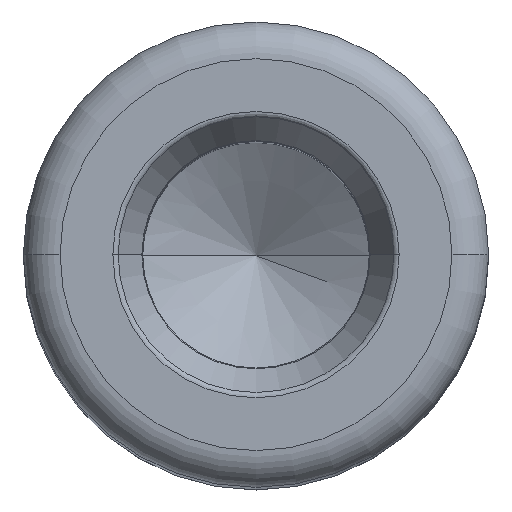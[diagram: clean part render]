
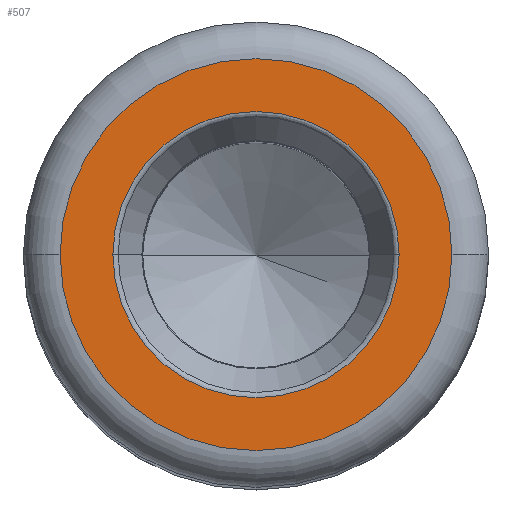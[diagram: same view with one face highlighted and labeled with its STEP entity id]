
A CAD part, top view. The second image highlights one B-rep face of the part: STEP entity #507.
In plain terms, the highlighted planar face has unit normal (0, 0, 1).
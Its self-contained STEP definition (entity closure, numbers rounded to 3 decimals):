
#15 = DIRECTION ( 'NONE',  ( 0., 0., 1. ) ) ;
#32 = AXIS2_PLACEMENT_3D ( 'NONE', #285, #588, #523 ) ;
#37 = EDGE_CURVE ( 'NONE', #401, #399, #765, .T. ) ;
#51 = DIRECTION ( 'NONE',  ( 0., 0., -1. ) ) ;
#55 = DIRECTION ( 'NONE',  ( 0., 0., 1. ) ) ;
#73 = PLANE ( 'NONE',  #273 ) ;
#129 = EDGE_CURVE ( 'NONE', #685, #565, #389, .T. ) ;
#208 = DIRECTION ( 'NONE',  ( 1., 0., 0. ) ) ;
#233 = ORIENTED_EDGE ( 'NONE', *, *, #37, .T. ) ;
#273 = AXIS2_PLACEMENT_3D ( 'NONE', #511, #15, #208 ) ;
#285 = CARTESIAN_POINT ( 'NONE',  ( 0., 0., 130. ) ) ;
#293 = AXIS2_PLACEMENT_3D ( 'NONE', #313, #51, #804 ) ;
#296 = ORIENTED_EDGE ( 'NONE', *, *, #129, .T. ) ;
#297 = DIRECTION ( 'NONE',  ( 0., 0., -1. ) ) ;
#313 = CARTESIAN_POINT ( 'NONE',  ( 0., 0., 130. ) ) ;
#351 = CARTESIAN_POINT ( 'NONE',  ( 0., 0., 130. ) ) ;
#389 = CIRCLE ( 'NONE', #547, 16. ) ;
#392 = EDGE_LOOP ( 'NONE', ( #395, #296 ) ) ;
#395 = ORIENTED_EDGE ( 'NONE', *, *, #539, .T. ) ;
#399 = VERTEX_POINT ( 'NONE', #554 ) ;
#401 = VERTEX_POINT ( 'NONE', #616 ) ;
#446 = CARTESIAN_POINT ( 'NONE',  ( 0., 0., 130. ) ) ;
#492 = CIRCLE ( 'NONE', #32, 16. ) ;
#493 = CARTESIAN_POINT ( 'NONE',  ( -16., 0., 130. ) ) ;
#495 = DIRECTION ( 'NONE',  ( 1., 0., 0. ) ) ;
#507 = ADVANCED_FACE ( 'NONE', ( #662, #688 ), #73, .T. ) ;
#511 = CARTESIAN_POINT ( 'NONE',  ( 0., 0., 130. ) ) ;
#523 = DIRECTION ( 'NONE',  ( 1., 0., 0. ) ) ;
#539 = EDGE_CURVE ( 'NONE', #565, #685, #492, .T. ) ;
#547 = AXIS2_PLACEMENT_3D ( 'NONE', #446, #55, #495 ) ;
#554 = CARTESIAN_POINT ( 'NONE',  ( 11.689, 0., 130. ) ) ;
#565 = VERTEX_POINT ( 'NONE', #770 ) ;
#573 = CIRCLE ( 'NONE', #293, 11.689 ) ;
#580 = ORIENTED_EDGE ( 'NONE', *, *, #720, .T. ) ;
#588 = DIRECTION ( 'NONE',  ( 0., 0., 1. ) ) ;
#616 = CARTESIAN_POINT ( 'NONE',  ( -11.689, 0., 130. ) ) ;
#662 = FACE_BOUND ( 'NONE', #771, .T. ) ;
#685 = VERTEX_POINT ( 'NONE', #493 ) ;
#688 = FACE_OUTER_BOUND ( 'NONE', #392, .T. ) ;
#720 = EDGE_CURVE ( 'NONE', #399, #401, #573, .T. ) ;
#728 = AXIS2_PLACEMENT_3D ( 'NONE', #351, #297, #729 ) ;
#729 = DIRECTION ( 'NONE',  ( 1., 0., 0. ) ) ;
#765 = CIRCLE ( 'NONE', #728, 11.689 ) ;
#770 = CARTESIAN_POINT ( 'NONE',  ( 16., 0., 130. ) ) ;
#771 = EDGE_LOOP ( 'NONE', ( #580, #233 ) ) ;
#804 = DIRECTION ( 'NONE',  ( 1., 0., 0. ) ) ;
